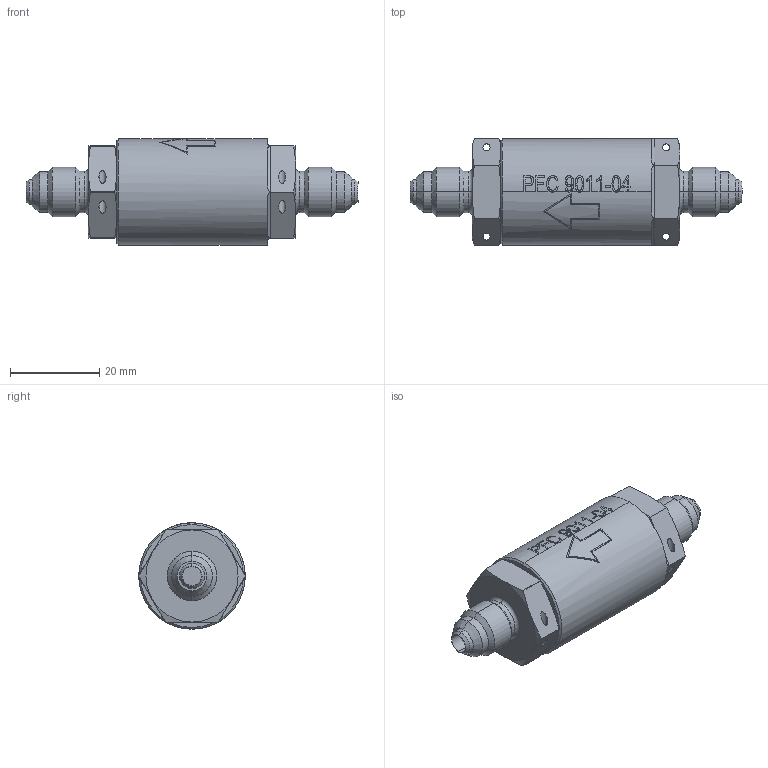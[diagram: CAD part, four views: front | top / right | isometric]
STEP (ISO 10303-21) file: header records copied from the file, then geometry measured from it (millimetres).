
FILE_DESCRIPTION (( 'STEP AP214' ), '1' );
FILE_NAME ('09011004_AS1098(KK).STEP', '2015-06-29T21:00:24', ( '' ), ( '' ), 'SwSTEP 2.0', 'SolidWorks 2015', '' );
FILE_SCHEMA (( 'AUTOMOTIVE_DESIGN' ));
Length unit declared in the file: millimetre
Products named in the file (3): 09011004_AS1098(KK); 090110413_AS1098(ADAPTER); 090110411-04_STEP(BODY)
Assembly tree (2 placements, depth 2):
  09011004_AS1098(KK)
    090110413_AS1098(ADAPTER)
    090110411-04_STEP(BODY)
Bounding box: 74.35 x 23.81 x 23.81 mm (x, y, z)
Volume: 21712.8 mm3; surface area: 7884.2 mm2
Topology: 2 solids, 2 shells, 260 faces, 648 edges, 408 vertices
Faces by surface type: plane 94, cylinder 75, bspline 47, cone 34, torus 10
Entity records: 10434 total; most frequent: CARTESIAN_POINT 4514, ORIENTED_EDGE 1296, DIRECTION 1082, EDGE_CURVE 648, VERTEX_POINT 408, AXIS2_PLACEMENT_3D 400, EDGE_LOOP 284, VECTOR 282
